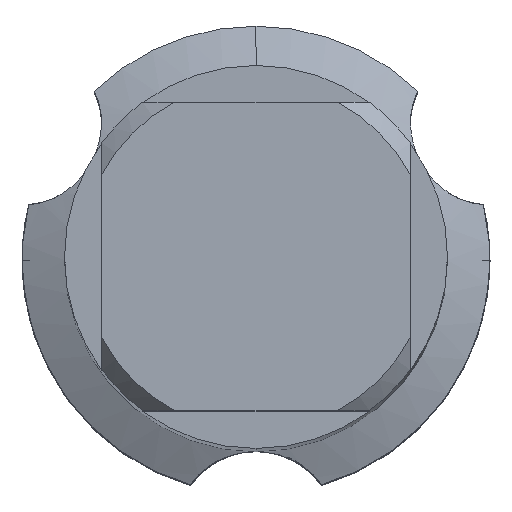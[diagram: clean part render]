
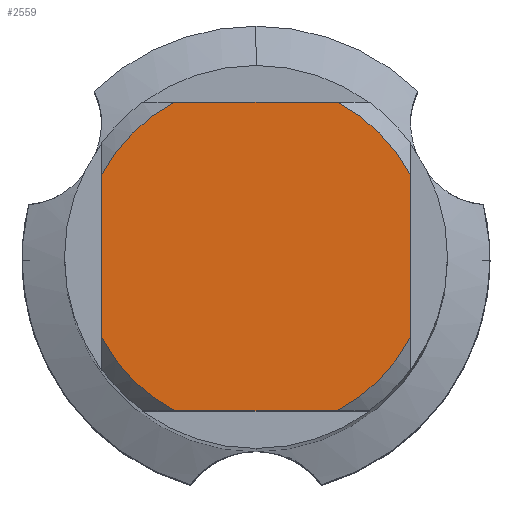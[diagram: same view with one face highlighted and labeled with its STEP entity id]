
A CAD part, top view. The second image highlights one B-rep face of the part: STEP entity #2559.
In plain terms, the highlighted planar face has unit normal (0, 0, 1).
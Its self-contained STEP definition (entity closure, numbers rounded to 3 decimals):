
#1915=VERTEX_POINT('',#5492);
#2061=EDGE_CURVE('',#4095,#2567,#5657,.T.);
#2415=EDGE_CURVE('',#5203,#3435,#6041,.T.);
#2509=EDGE_CURVE('',#4095,#4927,#6143,.T.);
#2559=ADVANCED_FACE('',(#6199),#6200,.T.);
#2567=VERTEX_POINT('',#6208);
#3435=VERTEX_POINT('',#7153);
#3909=EDGE_CURVE('',#1915,#5231,#7678,.T.);
#4095=VERTEX_POINT('',#7881);
#4131=EDGE_CURVE('',#4563,#3435,#7921,.T.);
#4201=EDGE_CURVE('',#5203,#5231,#7995,.T.);
#4563=VERTEX_POINT('',#8384);
#4565=EDGE_CURVE('',#1915,#2567,#8386,.T.);
#4927=VERTEX_POINT('',#8785);
#5083=EDGE_CURVE('',#4563,#4927,#8953,.T.);
#5203=VERTEX_POINT('',#9082);
#5231=VERTEX_POINT('',#9112);
#5492=CARTESIAN_POINT('',(-7.25,3.831,0.0));
#5657=CIRCLE('',#9844,8.2);
#6041=CIRCLE('',#10647,8.2);
#6143=LINE('',#10863,#10864);
#6199=FACE_OUTER_BOUND('',#10972,.T.);
#6200=PLANE('',#10973);
#6208=CARTESIAN_POINT('',(-7.25,-3.831,0.0));
#7153=CARTESIAN_POINT('',(7.25,3.831,0.0));
#7678=CIRCLE('',#13801,8.2);
#7881=CARTESIAN_POINT('',(-3.831,-7.25,0.0));
#7921=LINE('',#14217,#14218);
#7995=LINE('',#14342,#14343);
#8384=CARTESIAN_POINT('',(7.25,-3.831,0.0));
#8386=LINE('',#15201,#15202);
#8785=CARTESIAN_POINT('',(3.831,-7.25,0.0));
#8953=CIRCLE('',#16217,8.2);
#9082=CARTESIAN_POINT('',(3.831,7.25,0.0));
#9112=CARTESIAN_POINT('',(-3.831,7.25,0.0));
#9844=AXIS2_PLACEMENT_3D('',#17098,#17099,#17100);
#10647=AXIS2_PLACEMENT_3D('',#17613,#17614,#17615);
#10863=CARTESIAN_POINT('',(0.0,-7.25,0.0));
#10864=VECTOR('',#17713,1.0);
#10972=EDGE_LOOP('',(#17767,#17768,#17769,#17770,#17771,#17772,#17773,#17774));
#10973=AXIS2_PLACEMENT_3D('',#17775,#17776,#17777);
#13801=AXIS2_PLACEMENT_3D('',#19613,#19614,#19615);
#14217=CARTESIAN_POINT('',(7.25,2.05,0.0));
#14218=VECTOR('',#19897,1.0);
#14342=CARTESIAN_POINT('',(0.0,7.25,0.0));
#14343=VECTOR('',#19958,1.0);
#15201=CARTESIAN_POINT('',(-7.25,2.05,0.0));
#15202=VECTOR('',#20308,1.0);
#16217=AXIS2_PLACEMENT_3D('',#20927,#20928,#20929);
#17098=CARTESIAN_POINT('',(0.0,0.0,0.0));
#17099=DIRECTION('',(0.0,0.0,-1.0));
#17100=DIRECTION('',(0.0,1.0,0.0));
#17613=CARTESIAN_POINT('',(0.0,0.0,0.0));
#17614=DIRECTION('',(0.0,0.0,-1.0));
#17615=DIRECTION('',(0.0,1.0,0.0));
#17713=DIRECTION('',(1.0,0.0,0.0));
#17767=ORIENTED_EDGE('',*,*,#4565,.T.);
#17768=ORIENTED_EDGE('',*,*,#2061,.F.);
#17769=ORIENTED_EDGE('',*,*,#2509,.T.);
#17770=ORIENTED_EDGE('',*,*,#5083,.F.);
#17771=ORIENTED_EDGE('',*,*,#4131,.T.);
#17772=ORIENTED_EDGE('',*,*,#2415,.F.);
#17773=ORIENTED_EDGE('',*,*,#4201,.T.);
#17774=ORIENTED_EDGE('',*,*,#3909,.F.);
#17775=CARTESIAN_POINT('',(0.0,4.1,0.0));
#17776=DIRECTION('',(-0.0,0.0,1.0));
#17777=DIRECTION('',(0.0,-1.0,0.0));
#19613=CARTESIAN_POINT('',(0.0,0.0,0.0));
#19614=DIRECTION('',(0.0,0.0,-1.0));
#19615=DIRECTION('',(0.0,1.0,0.0));
#19897=DIRECTION('',(-0.0,1.0,0.0));
#19958=DIRECTION('',(-1.0,0.0,0.0));
#20308=DIRECTION('',(-0.0,-1.0,0.0));
#20927=CARTESIAN_POINT('',(0.0,0.0,0.0));
#20928=DIRECTION('',(0.0,0.0,-1.0));
#20929=DIRECTION('',(0.0,1.0,0.0));
